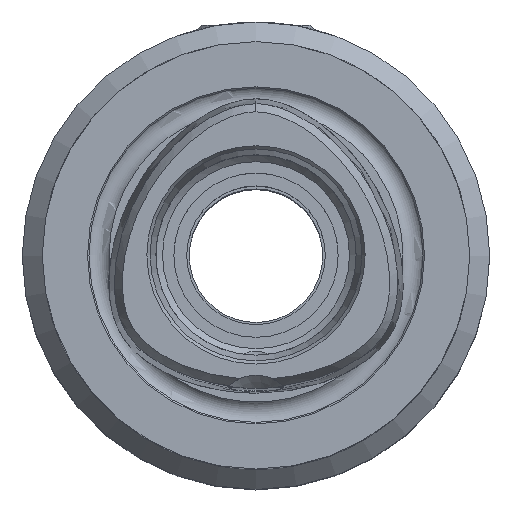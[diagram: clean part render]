
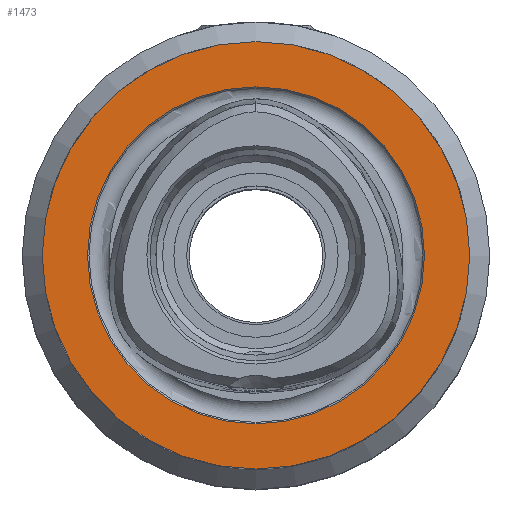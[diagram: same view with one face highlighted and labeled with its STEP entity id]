
A CAD part, top view. The second image highlights one B-rep face of the part: STEP entity #1473.
In plain terms, the highlighted planar face has unit normal (0, 0, 1).
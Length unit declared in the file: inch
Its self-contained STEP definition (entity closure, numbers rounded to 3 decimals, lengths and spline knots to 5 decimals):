
#66=FACE_BOUND('',#337,.T.);
#105=PLANE('',#1645);
#247=FACE_OUTER_BOUND('',#336,.T.);
#336=EDGE_LOOP('',(#1270));
#337=EDGE_LOOP('',(#1271));
#529=CIRCLE('',#1641,0.49662);
#530=CIRCLE('',#1646,0.62992);
#671=VERTEX_POINT('',#4683);
#672=VERTEX_POINT('',#4690);
#878=EDGE_CURVE('',#671,#671,#529,.T.);
#879=EDGE_CURVE('',#672,#672,#530,.T.);
#1270=ORIENTED_EDGE('',*,*,#879,.T.);
#1271=ORIENTED_EDGE('',*,*,#878,.T.);
#1473=ADVANCED_FACE('',(#247,#66),#105,.T.);
#1641=AXIS2_PLACEMENT_3D('',#4685,#1996,#1997);
#1645=AXIS2_PLACEMENT_3D('',#4689,#2004,#2005);
#1646=AXIS2_PLACEMENT_3D('',#4691,#2006,#2007);
#1996=DIRECTION('center_axis',(0.,0.,
-1.));
#1997=DIRECTION('ref_axis',(0.,1.,0.));
#2004=DIRECTION('center_axis',(0.,0.,
1.));
#2005=DIRECTION('ref_axis',(1.,0.,0.));
#2006=DIRECTION('center_axis',(0.,0.,
1.));
#2007=DIRECTION('ref_axis',(1.,0.,0.));
#4683=CARTESIAN_POINT('',(-0.81205,-0.29478,-0.0183));
#4685=CARTESIAN_POINT('Origin',(-0.81205,0.20184,-0.0183));
#4689=CARTESIAN_POINT('Origin',(-0.81205,0.20184,-0.0183));
#4690=CARTESIAN_POINT('',(-1.44197,0.20184,-0.0183));
#4691=CARTESIAN_POINT('Origin',(-0.81205,0.20184,-0.0183));
